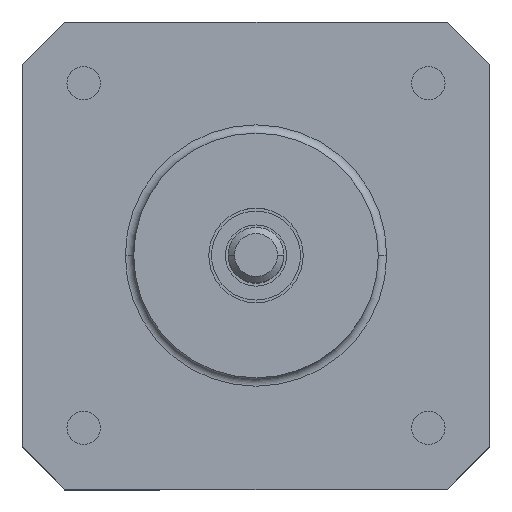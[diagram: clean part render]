
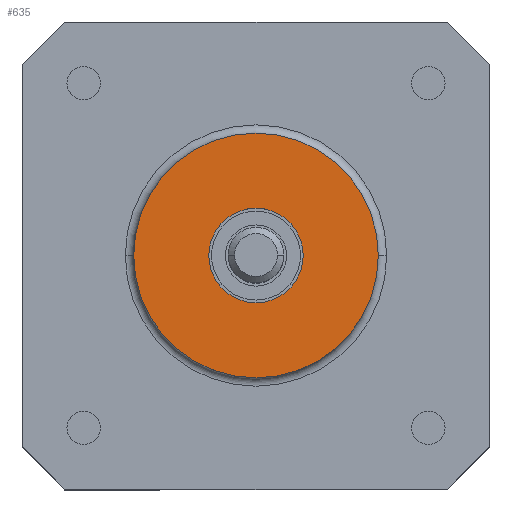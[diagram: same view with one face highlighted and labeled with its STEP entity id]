
A CAD part, top view. The second image highlights one B-rep face of the part: STEP entity #635.
In plain terms, the highlighted planar face has unit normal (0, 0, 1).
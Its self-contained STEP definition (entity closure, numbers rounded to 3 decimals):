
#73 = CARTESIAN_POINT ( 'NONE',  ( 0., 0., 2. ) ) ;
#214 = AXIS2_PLACEMENT_3D ( 'NONE', #73, #1398, #1409 ) ;
#215 = ORIENTED_EDGE ( 'NONE', *, *, #1042, .F. ) ;
#219 = CARTESIAN_POINT ( 'NONE',  ( 4.25, 0., 2. ) ) ;
#457 = AXIS2_PLACEMENT_3D ( 'NONE', #1476, #499, #882 ) ;
#499 = DIRECTION ( 'NONE',  ( 0., 0., 1. ) ) ;
#573 = VERTEX_POINT ( 'NONE', #1777 ) ;
#635 = ADVANCED_FACE ( 'NONE', ( #2356, #2297 ), #715, .T. ) ;
#715 = PLANE ( 'NONE',  #1164 ) ;
#761 = DIRECTION ( 'NONE',  ( 1., 0., 0. ) ) ;
#768 = CARTESIAN_POINT ( 'NONE',  ( -4.25, 0., 2. ) ) ;
#882 = DIRECTION ( 'NONE',  ( 1., 0., 0. ) ) ;
#958 = CIRCLE ( 'NONE', #1047, 4.25 ) ;
#1042 = EDGE_CURVE ( 'NONE', #2410, #2106, #1252, .T. ) ;
#1047 = AXIS2_PLACEMENT_3D ( 'NONE', #1131, #2103, #761 ) ;
#1095 = EDGE_LOOP ( 'NONE', ( #1399, #215 ) ) ;
#1131 = CARTESIAN_POINT ( 'NONE',  ( 0., 0., 2. ) ) ;
#1164 = AXIS2_PLACEMENT_3D ( 'NONE', #1298, #1654, #2045 ) ;
#1196 = DIRECTION ( 'NONE',  ( 1., 0., 0. ) ) ;
#1242 = CIRCLE ( 'NONE', #2041, 11. ) ;
#1252 = CIRCLE ( 'NONE', #214, 4.25 ) ;
#1291 = ORIENTED_EDGE ( 'NONE', *, *, #2085, .T. ) ;
#1298 = CARTESIAN_POINT ( 'NONE',  ( 0., 0., 2. ) ) ;
#1392 = EDGE_CURVE ( 'NONE', #2106, #2410, #958, .T. ) ;
#1398 = DIRECTION ( 'NONE',  ( 0., 0., 1. ) ) ;
#1399 = ORIENTED_EDGE ( 'NONE', *, *, #1392, .F. ) ;
#1409 = DIRECTION ( 'NONE',  ( 1., 0., 0. ) ) ;
#1442 = EDGE_LOOP ( 'NONE', ( #1291, #2138 ) ) ;
#1476 = CARTESIAN_POINT ( 'NONE',  ( 0., 0., 2. ) ) ;
#1590 = DIRECTION ( 'NONE',  ( 0., 0., 1. ) ) ;
#1622 = CIRCLE ( 'NONE', #457, 11. ) ;
#1634 = CARTESIAN_POINT ( 'NONE',  ( 11., 0., 2. ) ) ;
#1640 = EDGE_CURVE ( 'NONE', #1741, #573, #1622, .T. ) ;
#1654 = DIRECTION ( 'NONE',  ( 0., 0., 1. ) ) ;
#1741 = VERTEX_POINT ( 'NONE', #1634 ) ;
#1777 = CARTESIAN_POINT ( 'NONE',  ( -11., 0., 2. ) ) ;
#2041 = AXIS2_PLACEMENT_3D ( 'NONE', #2130, #1590, #1196 ) ;
#2045 = DIRECTION ( 'NONE',  ( 1., 0., 0. ) ) ;
#2085 = EDGE_CURVE ( 'NONE', #573, #1741, #1242, .T. ) ;
#2103 = DIRECTION ( 'NONE',  ( 0., 0., 1. ) ) ;
#2106 = VERTEX_POINT ( 'NONE', #219 ) ;
#2130 = CARTESIAN_POINT ( 'NONE',  ( 0., 0., 2. ) ) ;
#2138 = ORIENTED_EDGE ( 'NONE', *, *, #1640, .T. ) ;
#2297 = FACE_OUTER_BOUND ( 'NONE', #1442, .T. ) ;
#2356 = FACE_BOUND ( 'NONE', #1095, .T. ) ;
#2410 = VERTEX_POINT ( 'NONE', #768 ) ;
